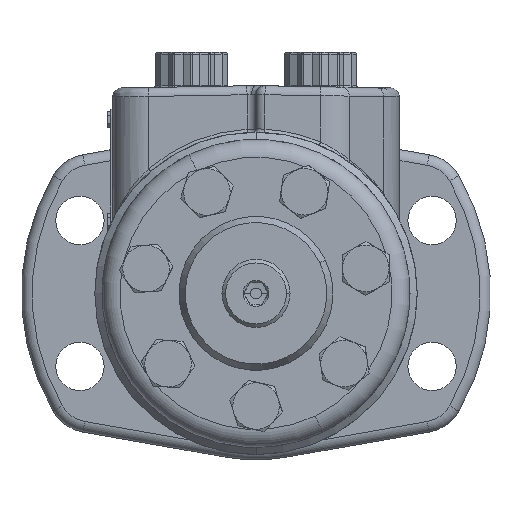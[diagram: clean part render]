
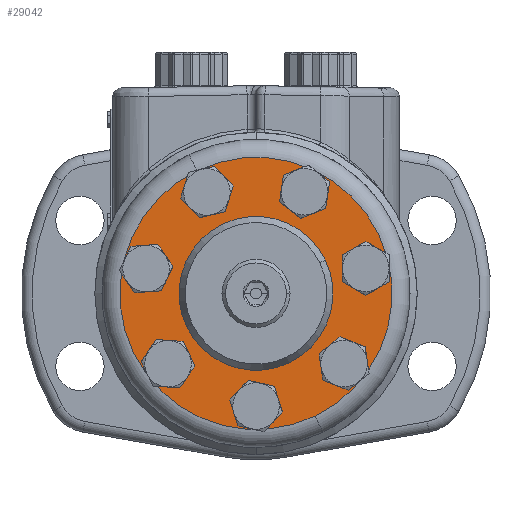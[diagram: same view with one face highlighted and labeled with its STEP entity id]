
A CAD part, front view. The second image highlights one B-rep face of the part: STEP entity #29042.
In plain terms, the highlighted planar face has unit normal (0, -1, 0).
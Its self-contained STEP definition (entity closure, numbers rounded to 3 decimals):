
#28229=CARTESIAN_POINT('',(0.,-9.,0.));
#28230=DIRECTION('',(0.,-1.,0.));
#28231=DIRECTION('',(-1.,0.,0.));
#28232=AXIS2_PLACEMENT_3D('',#28229,#28230,#28231);
#28234=CARTESIAN_POINT('',(0.,-9.,0.));
#28235=DIRECTION('',(0.,-1.,0.));
#28236=DIRECTION('',(1.,0.,0.));
#28237=AXIS2_PLACEMENT_3D('',#28234,#28235,#28236);
#28239=CARTESIAN_POINT('',(-19.598,-9.,
24.575));
#28240=DIRECTION('',(0.,1.,0.));
#28241=DIRECTION('',(-1.,0.,0.));
#28242=AXIS2_PLACEMENT_3D('',#28239,#28240,#28241);
#28244=CARTESIAN_POINT('',(-19.598,-9.,
24.575));
#28245=DIRECTION('',(0.,1.,0.));
#28246=DIRECTION('',(1.,0.,0.));
#28247=AXIS2_PLACEMENT_3D('',#28244,#28245,#28246);
#28249=CARTESIAN_POINT('',(6.995,-9.,
30.644));
#28250=DIRECTION('',(0.,1.,0.));
#28251=DIRECTION('',(-1.,0.,0.));
#28252=AXIS2_PLACEMENT_3D('',#28249,#28250,#28251);
#28254=CARTESIAN_POINT('',(6.995,-9.,
30.644));
#28255=DIRECTION('',(0.,1.,0.));
#28256=DIRECTION('',(1.,0.,0.));
#28257=AXIS2_PLACEMENT_3D('',#28254,#28255,#28256);
#28259=CARTESIAN_POINT('',(28.32,-9.,
13.637));
#28260=DIRECTION('',(0.,1.,0.));
#28261=DIRECTION('',(-1.,0.,0.));
#28262=AXIS2_PLACEMENT_3D('',#28259,#28260,#28261);
#28264=CARTESIAN_POINT('',(28.32,-9.,
13.637));
#28265=DIRECTION('',(0.,1.,0.));
#28266=DIRECTION('',(1.,0.,0.));
#28267=AXIS2_PLACEMENT_3D('',#28264,#28265,#28266);
#28269=CARTESIAN_POINT('',(28.319,-9.,
-13.639));
#28270=DIRECTION('',(0.,1.,0.));
#28271=DIRECTION('',(-1.,0.,0.));
#28272=AXIS2_PLACEMENT_3D('',#28269,#28270,#28271);
#28274=CARTESIAN_POINT('',(28.319,-9.,
-13.639));
#28275=DIRECTION('',(0.,1.,0.));
#28276=DIRECTION('',(1.,0.,0.));
#28277=AXIS2_PLACEMENT_3D('',#28274,#28275,#28276);
#28279=CARTESIAN_POINT('',(6.993,-9.,
-30.645));
#28280=DIRECTION('',(0.,1.,0.));
#28281=DIRECTION('',(-1.,0.,0.));
#28282=AXIS2_PLACEMENT_3D('',#28279,#28280,#28281);
#28284=CARTESIAN_POINT('',(6.993,-9.,
-30.645));
#28285=DIRECTION('',(0.,1.,0.));
#28286=DIRECTION('',(1.,0.,0.));
#28287=AXIS2_PLACEMENT_3D('',#28284,#28285,#28286);
#28289=CARTESIAN_POINT('',(-19.599,-9.,
-24.574));
#28290=DIRECTION('',(0.,1.,0.));
#28291=DIRECTION('',(-1.,0.,0.));
#28292=AXIS2_PLACEMENT_3D('',#28289,#28290,#28291);
#28294=CARTESIAN_POINT('',(-19.599,-9.,
-24.574));
#28295=DIRECTION('',(0.,1.,0.));
#28296=DIRECTION('',(1.,0.,0.));
#28297=AXIS2_PLACEMENT_3D('',#28294,#28295,#28296);
#28299=CARTESIAN_POINT('',(-31.433,-9.,0.));
#28300=DIRECTION('',(0.,1.,0.));
#28301=DIRECTION('',(-1.,0.,0.));
#28302=AXIS2_PLACEMENT_3D('',#28299,#28300,#28301);
#28304=CARTESIAN_POINT('',(-31.433,-9.,0.));
#28305=DIRECTION('',(0.,1.,0.));
#28306=DIRECTION('',(1.,0.,0.));
#28307=AXIS2_PLACEMENT_3D('',#28304,#28305,#28306);
#28317=CARTESIAN_POINT('',(0.,-9.,0.));
#28318=DIRECTION('',(0.,-1.,0.));
#28319=DIRECTION('',(0.,0.,-1.));
#28320=AXIS2_PLACEMENT_3D('',#28317,#28318,#28319);
#28322=CARTESIAN_POINT('',(0.,-9.,0.));
#28323=DIRECTION('',(0.,1.,0.));
#28324=DIRECTION('',(0.,0.,-1.));
#28325=AXIS2_PLACEMENT_3D('',#28322,#28323,#28324);
#28714=CARTESIAN_POINT('',(0.,-9.,-21.482));
#28716=VERTEX_POINT('',#28714);
#28718=CARTESIAN_POINT('',(0.,-9.,21.482));
#28720=VERTEX_POINT('',#28718);
#28722=CARTESIAN_POINT('',(-24.048,-9.,
24.575));
#28723=CARTESIAN_POINT('',(-15.148,-9.,
24.575));
#28724=VERTEX_POINT('',#28722);
#28725=VERTEX_POINT('',#28723);
#28730=CARTESIAN_POINT('',(2.545,-9.,
30.644));
#28731=CARTESIAN_POINT('',(11.445,-9.,
30.644));
#28732=VERTEX_POINT('',#28730);
#28733=VERTEX_POINT('',#28731);
#28738=CARTESIAN_POINT('',(23.87,-9.,
13.637));
#28739=CARTESIAN_POINT('',(32.77,-9.,
13.637));
#28740=VERTEX_POINT('',#28738);
#28741=VERTEX_POINT('',#28739);
#28746=CARTESIAN_POINT('',(23.869,-9.,
-13.639));
#28747=CARTESIAN_POINT('',(32.769,-9.,
-13.639));
#28748=VERTEX_POINT('',#28746);
#28749=VERTEX_POINT('',#28747);
#28754=CARTESIAN_POINT('',(2.543,-9.,
-30.645));
#28755=CARTESIAN_POINT('',(11.443,-9.,
-30.645));
#28756=VERTEX_POINT('',#28754);
#28757=VERTEX_POINT('',#28755);
#28762=CARTESIAN_POINT('',(-24.049,-9.,
-24.574));
#28763=CARTESIAN_POINT('',(-15.149,-9.,
-24.574));
#28764=VERTEX_POINT('',#28762);
#28765=VERTEX_POINT('',#28763);
#28770=CARTESIAN_POINT('',(-35.882,-9.,0.));
#28771=CARTESIAN_POINT('',(-26.983,-9.,0.));
#28772=VERTEX_POINT('',#28770);
#28773=VERTEX_POINT('',#28771);
#28850=CARTESIAN_POINT('',(-38.,-9.,0.));
#28851=CARTESIAN_POINT('',(38.,-9.,0.));
#28852=VERTEX_POINT('',#28850);
#28853=VERTEX_POINT('',#28851);
#28984=CARTESIAN_POINT('',(0.,-9.,0.));
#28985=DIRECTION('',(0.,1.,0.));
#28986=DIRECTION('',(0.,0.,-1.));
#28987=AXIS2_PLACEMENT_3D('',#28984,#28985,#28986);
#28988=PLANE('',#28987);
#28990=ORIENTED_EDGE('',*,*,#28989,.F.);
#28991=ORIENTED_EDGE('',*,*,#28974,.F.);
#28992=EDGE_LOOP('',(#28990,#28991));
#28993=FACE_OUTER_BOUND('',#28992,.F.);
#28995=ORIENTED_EDGE('',*,*,#28994,.T.);
#28997=ORIENTED_EDGE('',*,*,#28996,.F.);
#28998=EDGE_LOOP('',(#28995,#28997));
#28999=FACE_BOUND('',#28998,.F.);
#29001=ORIENTED_EDGE('',*,*,#29000,.F.);
#29003=ORIENTED_EDGE('',*,*,#29002,.F.);
#29004=EDGE_LOOP('',(#29001,#29003));
#29005=FACE_BOUND('',#29004,.F.);
#29007=ORIENTED_EDGE('',*,*,#29006,.F.);
#29009=ORIENTED_EDGE('',*,*,#29008,.F.);
#29010=EDGE_LOOP('',(#29007,#29009));
#29011=FACE_BOUND('',#29010,.F.);
#29013=ORIENTED_EDGE('',*,*,#29012,.F.);
#29015=ORIENTED_EDGE('',*,*,#29014,.F.);
#29016=EDGE_LOOP('',(#29013,#29015));
#29017=FACE_BOUND('',#29016,.F.);
#29019=ORIENTED_EDGE('',*,*,#29018,.F.);
#29021=ORIENTED_EDGE('',*,*,#29020,.F.);
#29022=EDGE_LOOP('',(#29019,#29021));
#29023=FACE_BOUND('',#29022,.F.);
#29025=ORIENTED_EDGE('',*,*,#29024,.F.);
#29027=ORIENTED_EDGE('',*,*,#29026,.F.);
#29028=EDGE_LOOP('',(#29025,#29027));
#29029=FACE_BOUND('',#29028,.F.);
#29031=ORIENTED_EDGE('',*,*,#29030,.F.);
#29033=ORIENTED_EDGE('',*,*,#29032,.F.);
#29034=EDGE_LOOP('',(#29031,#29033));
#29035=FACE_BOUND('',#29034,.F.);
#29037=ORIENTED_EDGE('',*,*,#29036,.F.);
#29039=ORIENTED_EDGE('',*,*,#29038,.F.);
#29040=EDGE_LOOP('',(#29037,#29039));
#29041=FACE_BOUND('',#29040,.F.);
#29042=ADVANCED_FACE('',(#28993,#28999,#29005,#29011,#29017,#29023,#29029,
#29035,#29041),#28988,.F.);
#28233=CIRCLE('',#28232,38.);
#28238=CIRCLE('',#28237,38.);
#28243=CIRCLE('',#28242,4.45);
#28248=CIRCLE('',#28247,4.45);
#28253=CIRCLE('',#28252,4.45);
#28258=CIRCLE('',#28257,4.45);
#28263=CIRCLE('',#28262,4.45);
#28268=CIRCLE('',#28267,4.45);
#28273=CIRCLE('',#28272,4.45);
#28278=CIRCLE('',#28277,4.45);
#28283=CIRCLE('',#28282,4.45);
#28288=CIRCLE('',#28287,4.45);
#28293=CIRCLE('',#28292,4.45);
#28298=CIRCLE('',#28297,4.45);
#28303=CIRCLE('',#28302,4.45);
#28308=CIRCLE('',#28307,4.45);
#28321=CIRCLE('',#28320,21.482);
#28326=CIRCLE('',#28325,21.482);
#28974=EDGE_CURVE('',#28853,#28852,#28238,.T.);
#28989=EDGE_CURVE('',#28852,#28853,#28233,.T.);
#28994=EDGE_CURVE('',#28716,#28720,#28321,.T.);
#28996=EDGE_CURVE('',#28716,#28720,#28326,.T.);
#29000=EDGE_CURVE('',#28724,#28725,#28243,.T.);
#29002=EDGE_CURVE('',#28725,#28724,#28248,.T.);
#29006=EDGE_CURVE('',#28732,#28733,#28253,.T.);
#29008=EDGE_CURVE('',#28733,#28732,#28258,.T.);
#29012=EDGE_CURVE('',#28740,#28741,#28263,.T.);
#29014=EDGE_CURVE('',#28741,#28740,#28268,.T.);
#29018=EDGE_CURVE('',#28748,#28749,#28273,.T.);
#29020=EDGE_CURVE('',#28749,#28748,#28278,.T.);
#29024=EDGE_CURVE('',#28756,#28757,#28283,.T.);
#29026=EDGE_CURVE('',#28757,#28756,#28288,.T.);
#29030=EDGE_CURVE('',#28764,#28765,#28293,.T.);
#29032=EDGE_CURVE('',#28765,#28764,#28298,.T.);
#29036=EDGE_CURVE('',#28772,#28773,#28303,.T.);
#29038=EDGE_CURVE('',#28773,#28772,#28308,.T.);
